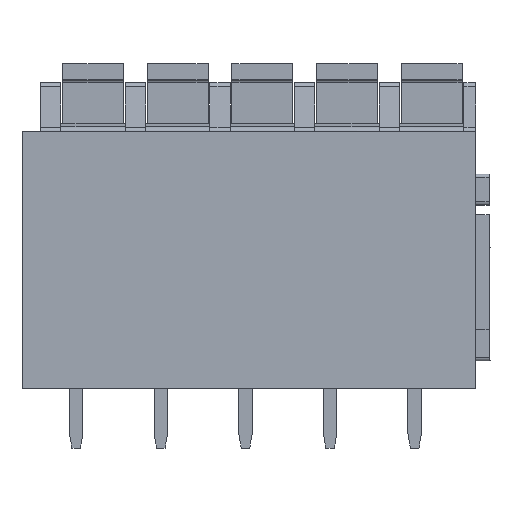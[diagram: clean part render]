
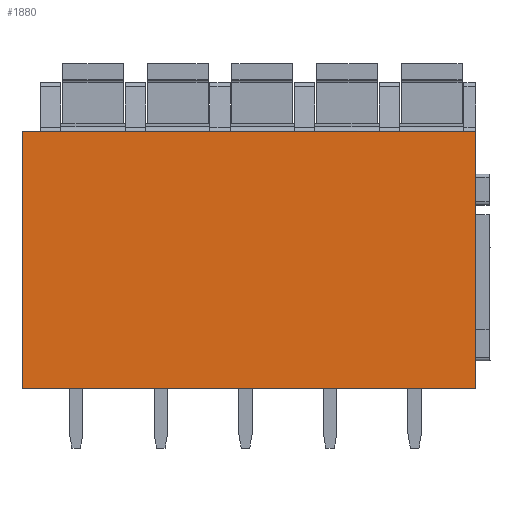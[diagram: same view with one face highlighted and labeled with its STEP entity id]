
A CAD part, front view. The second image highlights one B-rep face of the part: STEP entity #1880.
In plain terms, the highlighted planar face has unit normal (0, -1, 0).
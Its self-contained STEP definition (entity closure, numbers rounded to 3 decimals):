
#1860=AXIS2_PLACEMENT_3D('Plane Axis2P3D',#1857,#1858,#1859) ;
#305=CARTESIAN_POINT('Vertex',(26.8,0.,18.7)) ;
#308=CARTESIAN_POINT('Line Origine',(26.8,0.,11.1)) ;
#312=CARTESIAN_POINT('Vertex',(26.8,0.,3.5)) ;
#971=CARTESIAN_POINT('Vertex',(0.,0.,18.7)) ;
#974=CARTESIAN_POINT('Line Origine',(13.4,0.,18.7)) ;
#1857=CARTESIAN_POINT('Axis2P3D Location',(0.,0.,18.7)) ;
#1862=CARTESIAN_POINT('Line Origine',(0.,0.,11.1)) ;
#1866=CARTESIAN_POINT('Vertex',(0.,0.,3.5)) ;
#1869=CARTESIAN_POINT('Line Origine',(13.4,0.,3.5)) ;
#309=DIRECTION('Vector Direction',(0.,0.,-1.)) ;
#975=DIRECTION('Vector Direction',(1.,0.,0.)) ;
#1858=DIRECTION('Axis2P3D Direction',(0.,-1.,0.)) ;
#1859=DIRECTION('Axis2P3D XDirection',(0.,0.,-1.)) ;
#1863=DIRECTION('Vector Direction',(0.,0.,-1.)) ;
#1870=DIRECTION('Vector Direction',(1.,0.,0.)) ;
#310=VECTOR('Line Direction',#309,1.) ;
#976=VECTOR('Line Direction',#975,1.) ;
#1864=VECTOR('Line Direction',#1863,1.) ;
#1871=VECTOR('Line Direction',#1870,1.) ;
#1875=ORIENTED_EDGE('',*,*,#314,.T.) ;
#1876=ORIENTED_EDGE('',*,*,#978,.F.) ;
#1877=ORIENTED_EDGE('',*,*,#1868,.F.) ;
#1878=ORIENTED_EDGE('',*,*,#1873,.T.) ;
#1880=ADVANCED_FACE('_LMF 5.00/05/180  3.5SN OR BX 1330210000',(#1879),#1861,.T.) ;
#314=EDGE_CURVE('',#313,#306,#311,.F.) ;
#978=EDGE_CURVE('',#972,#306,#977,.T.) ;
#1868=EDGE_CURVE('',#1867,#972,#1865,.F.) ;
#1873=EDGE_CURVE('',#1867,#313,#1872,.T.) ;
#1874=EDGE_LOOP('',(#1875,#1876,#1877,#1878)) ;
#1879=FACE_OUTER_BOUND('',#1874,.T.) ;
#311=LINE('Line',#308,#310) ;
#977=LINE('Line',#974,#976) ;
#1865=LINE('Line',#1862,#1864) ;
#1872=LINE('Line',#1869,#1871) ;
#1861=PLANE('',#1860) ;
#306=VERTEX_POINT('',#305) ;
#313=VERTEX_POINT('',#312) ;
#972=VERTEX_POINT('',#971) ;
#1867=VERTEX_POINT('',#1866) ;
